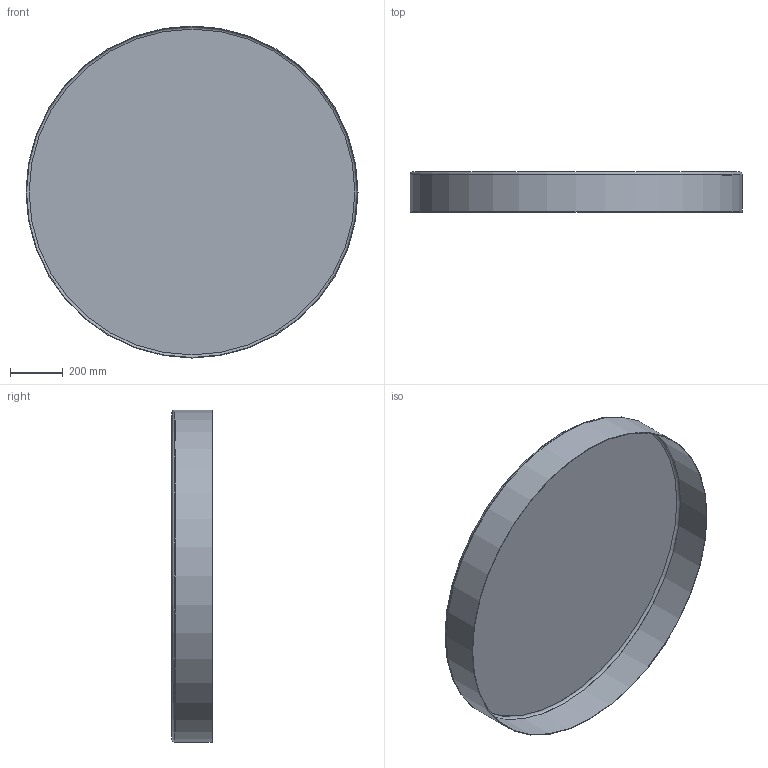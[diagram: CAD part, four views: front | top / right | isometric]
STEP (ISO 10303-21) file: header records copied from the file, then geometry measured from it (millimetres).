
FILE_DESCRIPTION((''),'2;1');
FILE_NAME('HPP_800-1250.stp','2014-06-05T15:16:46',(''),(''),'Autodesk Inventor 2013','Autodesk Inventor 2013','');
FILE_SCHEMA(('AUTOMOTIVE_DESIGN { 1 2 10303 214 0 1 1 1 }'));
Length unit declared in the file: millimetre
Products named in the file (1): HPP_800-1250
Bounding box: 1260 x 152 x 1260 mm (x, y, z)
Volume: 3679163.6 mm3; surface area: 3653335.8 mm2
Topology: 1 solids, 1 shells, 7 faces, 10 edges, 6 vertices
Faces by surface type: plane 3, torus 2, cylinder 2
Full cylindrical faces by diameter (mm): 1256 x1, 1260 x1
Entity records: 174 total; most frequent: DIRECTION 28, CARTESIAN_POINT 20, AXIS2_PLACEMENT_3D 14, ORIENTED_EDGE 12, EDGE_LOOP 12, STYLED_ITEM 8, FACE_OUTER_BOUND 7, ADVANCED_FACE 7
